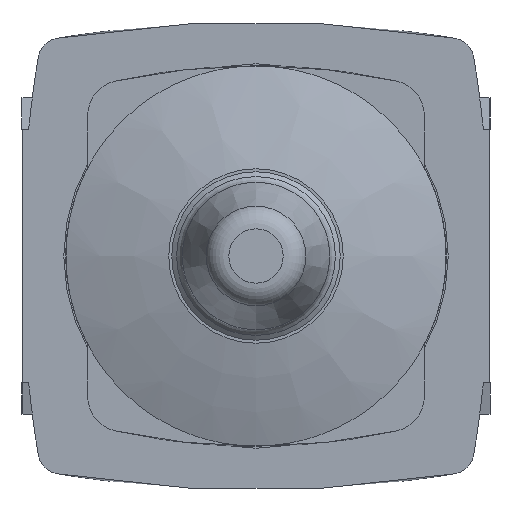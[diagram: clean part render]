
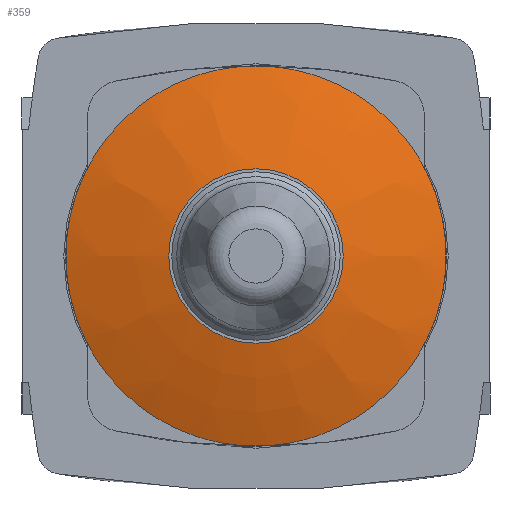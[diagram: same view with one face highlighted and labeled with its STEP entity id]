
A CAD part, front view. The second image highlights one B-rep face of the part: STEP entity #359.
In plain terms, the highlighted free-form (B-spline) face has degree [3, 3] with [4, 7] control points.
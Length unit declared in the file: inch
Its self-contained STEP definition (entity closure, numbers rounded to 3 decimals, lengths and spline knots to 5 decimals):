
#359 = ADVANCED_FACE( '', ( #945, #946 ), #947, .T. );
#945 = FACE_OUTER_BOUND( '', #1824, .T. );
#946 = FACE_OUTER_BOUND( '', #1825, .T. );
#947 = ( BOUNDED_SURFACE(  )B_SPLINE_SURFACE( 3, 3, ( ( #1828, #1829, #1830, #1831, #1832, #1833, #1834 ), ( #1835, #1836, #1837, #1838, #1839, #1840, #1841 ), ( #1842, #1843, #1844, #1845, #1846, #1847, #1848 ), ( #1849, #1850, #1851, #1852, #1853, #1854, #1855 ) ), .UNSPECIFIED., .F., .T., .F. )B_SPLINE_SURFACE_WITH_KNOTS( ( 4, 4 ), ( 4, 3, 4 ), ( 0., 6.28319 ), ( 1.21941, 1.29005, 1.36068 ), .UNSPECIFIED. )GEOMETRIC_REPRESENTATION_ITEM(  )RATIONAL_B_SPLINE_SURFACE( ( ( 1., 0.333, 0.333, 1., 0.333, 0.333, 1. ), ( 0.998, 0.333, 0.333, 0.998, 0.333, 0.333, 0.998 ), ( 0.998, 0.333, 0.333, 0.998, 0.333, 0.333, 0.998 ), ( 1., 0.333, 0.333, 1., 0.333, 0.333, 1. ) ) )REPRESENTATION_ITEM( '' )SURFACE(  ) );
#1824 = EDGE_LOOP( '', ( #2785 ) );
#1825 = EDGE_LOOP( '', ( #2786 ) );
#1828 = CARTESIAN_POINT( '', ( 0., -4.471, -0.44016 ) );
#1829 = CARTESIAN_POINT( '', ( 0.88031, -4.471, -0.44016 ) );
#1830 = CARTESIAN_POINT( '', ( 0.88031, -4.471, 0.44016 ) );
#1831 = CARTESIAN_POINT( '', ( 0., -4.471, 0.44016 ) );
#1832 = CARTESIAN_POINT( '', ( -0.88031, -4.471, 0.44016 ) );
#1833 = CARTESIAN_POINT( '', ( -0.88031, -4.471, -0.44016 ) );
#1834 = CARTESIAN_POINT( '', ( 0., -4.471, -0.44016 ) );
#1835 = CARTESIAN_POINT( '', ( 0., -4.4334, -0.61648 ) );
#1836 = CARTESIAN_POINT( '', ( 1.23295, -4.4334, -0.61648 ) );
#1837 = CARTESIAN_POINT( '', ( 1.23295, -4.4334, 0.61648 ) );
#1838 = CARTESIAN_POINT( '', ( 0., -4.4334, 0.61648 ) );
#1839 = CARTESIAN_POINT( '', ( -1.23295, -4.4334, 0.61648 ) );
#1840 = CARTESIAN_POINT( '', ( -1.23295, -4.4334, -0.61648 ) );
#1841 = CARTESIAN_POINT( '', ( 0., -4.4334, -0.61648 ) );
#1842 = CARTESIAN_POINT( '', ( 0., -4.38345, -0.7897 ) );
#1843 = CARTESIAN_POINT( '', ( 1.5794, -4.38345, -0.7897 ) );
#1844 = CARTESIAN_POINT( '', ( 1.5794, -4.38345, 0.7897 ) );
#1845 = CARTESIAN_POINT( '', ( 0., -4.38345, 0.7897 ) );
#1846 = CARTESIAN_POINT( '', ( -1.5794, -4.38345, 0.7897 ) );
#1847 = CARTESIAN_POINT( '', ( -1.5794, -4.38345, -0.7897 ) );
#1848 = CARTESIAN_POINT( '', ( 0., -4.38345, -0.7897 ) );
#1849 = CARTESIAN_POINT( '', ( 0., -4.32139, -0.95897 ) );
#1850 = CARTESIAN_POINT( '', ( 1.91793, -4.32139, -0.95897 ) );
#1851 = CARTESIAN_POINT( '', ( 1.91793, -4.32139, 0.95897 ) );
#1852 = CARTESIAN_POINT( '', ( 0., -4.32139, 0.95897 ) );
#1853 = CARTESIAN_POINT( '', ( -1.91793, -4.32139, 0.95897 ) );
#1854 = CARTESIAN_POINT( '', ( -1.91793, -4.32139, -0.95897 ) );
#1855 = CARTESIAN_POINT( '', ( 0., -4.32139, -0.95897 ) );
#2785 = ORIENTED_EDGE( '', *, *, #5179, .T. );
#2786 = ORIENTED_EDGE( '', *, *, #5180, .F. );
#5179 = EDGE_CURVE( '', #6174, #6174, #6175, .F. );
#5180 = EDGE_CURVE( '', #6176, #6176, #6177, .T. );
#6174 = VERTEX_POINT( '', #7617 );
#6175 = CIRCLE( '', #7618, 0.95897 );
#6176 = VERTEX_POINT( '', #7619 );
#6177 = CIRCLE( '', #7620, 0.44016 );
#7617 = CARTESIAN_POINT( '', ( 0., -4.32139, 0.95897 ) );
#7618 = AXIS2_PLACEMENT_3D( '', #9515, #9516, #9517 );
#7619 = CARTESIAN_POINT( '', ( 0., -4.471, -0.44016 ) );
#7620 = AXIS2_PLACEMENT_3D( '', #9518, #9519, #9520 );
#9515 = CARTESIAN_POINT( '', ( 0., -4.32139, 0. ) );
#9516 = DIRECTION( '', ( 0., 1., 0. ) );
#9517 = DIRECTION( '', ( 0., 0., 1. ) );
#9518 = CARTESIAN_POINT( '', ( 0., -4.471, 0. ) );
#9519 = DIRECTION( '', ( 0., -1., 0. ) );
#9520 = DIRECTION( '', ( 0., 0., -1. ) );
